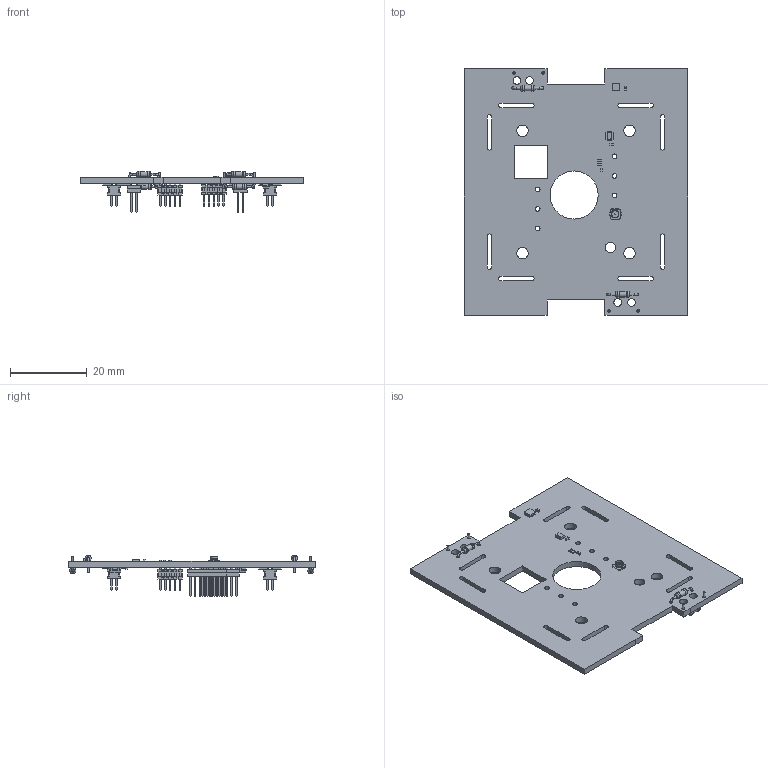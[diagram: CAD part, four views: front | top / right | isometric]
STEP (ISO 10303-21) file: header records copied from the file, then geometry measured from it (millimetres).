
FILE_DESCRIPTION(('FreeCAD Model'),'2;1');
FILE_NAME('Open CASCADE Shape Model','2023-08-02T15:36:06',(''),(''), 'Open CASCADE STEP processor 7.6','FreeCAD','Unknown');
FILE_SCHEMA(('AUTOMOTIVE_DESIGN { 1 0 10303 214 1 1 1 1 }'));
Length unit declared in the file: millimetre
Products named in the file (82): BaseplateRev1; Board_Geoms_3d0; Pcb_3d0; Step_Models_3d0; Top_3d0; REFinduc_R_0402_1005Metric_394f7394ac2b; R1_R_Axial_DIN0204_L36mm_D16mm_P762mm_Horizontal_5bcf6e7bee84; C1_C_0402_1005Metric_3298216d9a1e; J8_U.FL_Hirose_U.FL-R-SMT-1_Vertical_2761da9aecd1; IC2_ASSEMBLY_cc34b48ca44e; Body; PinsArrayL004; PinsArrayL; PinsArrayL001; PinsArrayL002; PinsArrayL003; PinsArrayR004; PinsArrayR; PinsArrayR001; PinsArrayR002; PinsArrayR003; IC1_DRV0006B_ASM_b0bd2371514f; BODY-SON; FRAME-DRV0006B; SOLID; SOLID001; SOLID002; SOLID003; SOLID004; SOLID005; SOLID006; Bot_3d0; J12_FTSH-105-01-L-DV021_2a76571607b3; FTSH-105-01-L-DV; FTSH-105-01-L-DV001; FTSH-105-01-L-DV002; FTSH-105-01-L-DV003; FTSH-105-01-L-DV004; FTSH-105-01-L-DV005; FTSH-105-01-L-DV006 ...
Assembly tree (94 placements, depth 6):
  BaseplateRev1
    Board_Geoms_3d0
      Pcb_3d0
    Step_Models_3d0
      Top_3d0
        REFinduc_R_0402_1005Metric_394f7394ac2b  x3
        R1_R_Axial_DIN0204_L36mm_D16mm_P762mm_Horizontal_5bcf6e7bee84  x2
        C1_C_0402_1005Metric_3298216d9a1e  x2
        J8_U.FL_Hirose_U.FL-R-SMT-1_Vertical_2761da9aecd1
        IC2_ASSEMBLY_cc34b48ca44e
          Body
          PinsArrayL004
            PinsArrayL
            PinsArrayL001
            PinsArrayL002
            PinsArrayL003
          PinsArrayR004
            PinsArrayR
            PinsArrayR001
            PinsArrayR002
            PinsArrayR003
        IC1_DRV0006B_ASM_b0bd2371514f
          BODY-SON
          FRAME-DRV0006B
            SOLID
            SOLID001
            SOLID002
            SOLID003
            SOLID004
            SOLID005
            SOLID006
      Bot_3d0
        R1_R_Axial_DIN0204_L36mm_D16mm_P762mm_Horizontal_5bcf6e7bee84  x2
        C1_C_0402_1005Metric_3298216d9a1e  x2
        J12_FTSH-105-01-L-DV021_2a76571607b3
          FTSH-105-01-L-DV
          FTSH-105-01-L-DV001
          FTSH-105-01-L-DV002
          FTSH-105-01-L-DV003
          FTSH-105-01-L-DV004
          FTSH-105-01-L-DV005
          FTSH-105-01-L-DV006
          FTSH-105-01-L-DV007
          FTSH-105-01-L-DV008
          FTSH-105-01-L-DV009
          FTSH-105-01-L-DV010
          FTSH-105-01-L-DV011
          FTSH-105-01-L-DV012
          FTSH-105-01-L-DV013
          FTSH-105-01-L-DV014
          FTSH-105-01-L-DV015
          FTSH-105-01-L-DV016
          FTSH-105-01-L-DV017
          FTSH-105-01-L-DV018
          FTSH-105-01-L-DV019
          FTSH-105-01-L-DV020
        Q2_SOT_23_65e23e147aa5  x2
        J6_FTSH-105-01-L-DV042_62376e8b7382  x4
          FTSH-105-01-L-DV021
          FTSH-105-01-L-DV022
Bounding box: 58 x 64 x 10.79 mm (x, y, z)
Volume: 5731.4 mm3; surface area: 10147.9 mm2
Topology: 145 solids, 145 shells, 2920 faces, 7351 edges, 4746 vertices
Faces by surface type: plane 2594, cylinder 252, bspline 54, torus 16, cone 3, sphere 1
Full cylindrical faces by diameter (mm): 0.15 x1, 0.4 x1, 0.5 x16, 0.7 x8, 1.2 x6, 1.44 x4, 1.6 x8, 1.8 x1, 1.92 x1, 2 x6, 2.687 x1, 3 x4, 12.5 x1
Entity records: 44472 total; most frequent: CARTESIAN_POINT 7356, ORIENTED_EDGE 7002, DIRECTION 6685, EDGE_CURVE 3501, LINE 3155, VECTOR 3155, VERTEX_POINT 2264, AXIS2_PLACEMENT_3D 1765
